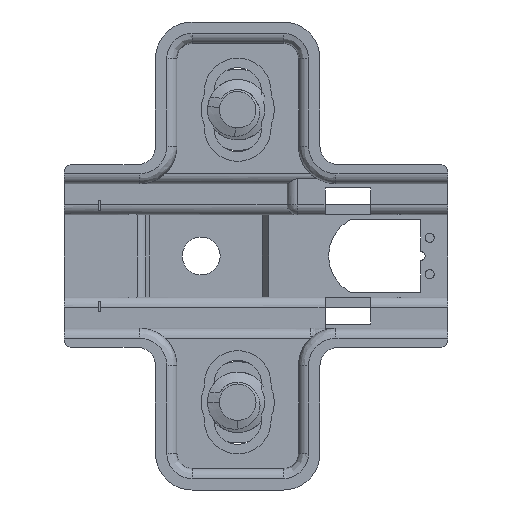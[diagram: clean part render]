
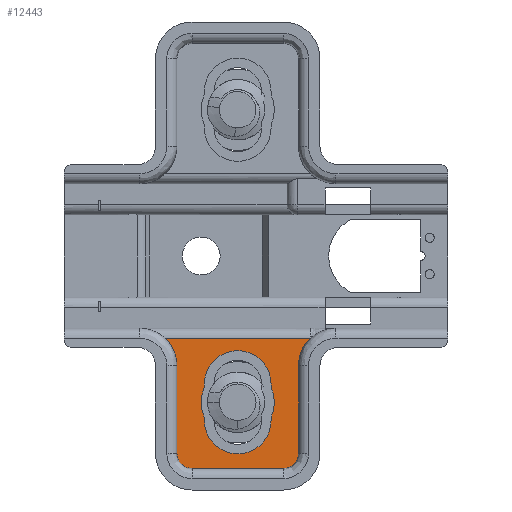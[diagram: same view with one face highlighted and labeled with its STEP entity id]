
A CAD part, front view. The second image highlights one B-rep face of the part: STEP entity #12443.
In plain terms, the highlighted face is planar.
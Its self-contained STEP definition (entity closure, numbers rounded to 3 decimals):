
#120 = VECTOR ( 'NONE', #6350, 1000. ) ;
#217 = DIRECTION ( 'NONE',  ( -1., 0., 0. ) ) ;
#367 = VERTEX_POINT ( 'NONE', #13031 ) ;
#532 = PLANE ( 'NONE',  #4176 ) ;
#639 = AXIS2_PLACEMENT_3D ( 'NONE', #6407, #6488, #7505 ) ;
#663 = CARTESIAN_POINT ( 'NONE',  ( 19., 14., 2.4 ) ) ;
#688 = ORIENTED_EDGE ( 'NONE', *, *, #14084, .T. ) ;
#748 = DIRECTION ( 'NONE',  ( 0., 0., 1. ) ) ;
#818 = VECTOR ( 'NONE', #12531, 1000. ) ;
#876 = CIRCLE ( 'NONE', #14129, 4.1 ) ;
#917 = VERTEX_POINT ( 'NONE', #7980 ) ;
#1125 = ORIENTED_EDGE ( 'NONE', *, *, #8230, .F. ) ;
#1192 = DIRECTION ( 'NONE',  ( -1., 0., 0. ) ) ;
#1284 = CARTESIAN_POINT ( 'NONE',  ( 25.65, 21.6, 2.4 ) ) ;
#1334 = CARTESIAN_POINT ( 'NONE',  ( 19., 16., 2.4 ) ) ;
#1411 = AXIS2_PLACEMENT_3D ( 'NONE', #13883, #4333, #9261 ) ;
#1579 = VERTEX_POINT ( 'NONE', #1284 ) ;
#1647 = CARTESIAN_POINT ( 'NONE',  ( 15.35, 16.125, 2.4 ) ) ;
#1926 = DIRECTION ( 'NONE',  ( 0., 0., 1. ) ) ;
#1936 = CIRCLE ( 'NONE', #10680, 3.65 ) ;
#2029 = EDGE_CURVE ( 'NONE', #2875, #13390, #9724, .T. ) ;
#2183 = ORIENTED_EDGE ( 'NONE', *, *, #10517, .T. ) ;
#2362 = DIRECTION ( 'NONE',  ( 1., 0., 0. ) ) ;
#2386 = VERTEX_POINT ( 'NONE', #6033 ) ;
#2493 = CARTESIAN_POINT ( 'NONE',  ( 26.955, 9., 2.4 ) ) ;
#2540 = ORIENTED_EDGE ( 'NONE', *, *, #12420, .T. ) ;
#2613 = VECTOR ( 'NONE', #13258, 1000. ) ;
#2632 = ORIENTED_EDGE ( 'NONE', *, *, #5444, .F. ) ;
#2681 = DIRECTION ( 'NONE',  ( 0., 0., -1. ) ) ;
#2703 = ORIENTED_EDGE ( 'NONE', *, *, #11086, .F. ) ;
#2845 = CARTESIAN_POINT ( 'NONE',  ( 24., 21.6, 2.4 ) ) ;
#2875 = VERTEX_POINT ( 'NONE', #9348 ) ;
#2900 = LINE ( 'NONE', #1647, #818 ) ;
#2931 = CARTESIAN_POINT ( 'NONE',  ( 25.65, 16.125, 2.4 ) ) ;
#2966 = EDGE_CURVE ( 'NONE', #367, #5697, #6933, .T. ) ;
#3040 = CARTESIAN_POINT ( 'NONE',  ( 24., 23.25, 2.4 ) ) ;
#3392 = ORIENTED_EDGE ( 'NONE', *, *, #12833, .F. ) ;
#3409 = DIRECTION ( 'NONE',  ( 1., 0., 0. ) ) ;
#3570 = CIRCLE ( 'NONE', #12311, 4. ) ;
#3641 = CARTESIAN_POINT ( 'NONE',  ( 15.35, 14., 2.4 ) ) ;
#4157 = CIRCLE ( 'NONE', #1411, 4. ) ;
#4176 = AXIS2_PLACEMENT_3D ( 'NONE', #5311, #8913, #5392 ) ;
#4214 = VECTOR ( 'NONE', #11787, 1000. ) ;
#4323 = EDGE_CURVE ( 'NONE', #5390, #2386, #1936, .T. ) ;
#4333 = DIRECTION ( 'NONE',  ( 0., 0., 1. ) ) ;
#4480 = VERTEX_POINT ( 'NONE', #14574 ) ;
#4639 = ORIENTED_EDGE ( 'NONE', *, *, #11684, .F. ) ;
#4733 = VECTOR ( 'NONE', #11451, 1000. ) ;
#4829 = DIRECTION ( 'NONE',  ( 0., 0., 1. ) ) ;
#4841 = CARTESIAN_POINT ( 'NONE',  ( 12.35, 12., 2.4 ) ) ;
#4940 = DIRECTION ( 'NONE',  ( 0., 0., 1. ) ) ;
#5031 = CARTESIAN_POINT ( 'NONE',  ( 19., 9., 2.4 ) ) ;
#5193 = AXIS2_PLACEMENT_3D ( 'NONE', #13936, #11509, #7662 ) ;
#5308 = AXIS2_PLACEMENT_3D ( 'NONE', #7789, #1926, #12569 ) ;
#5311 = CARTESIAN_POINT ( 'NONE',  ( 10.949, 9., 2.4 ) ) ;
#5354 = CARTESIAN_POINT ( 'NONE',  ( 15.35, 14.364, 2.4 ) ) ;
#5390 = VERTEX_POINT ( 'NONE', #3641 ) ;
#5392 = DIRECTION ( 'NONE',  ( 1., 0., 0. ) ) ;
#5444 = EDGE_CURVE ( 'NONE', #7501, #1579, #7702, .T. ) ;
#5610 = ORIENTED_EDGE ( 'NONE', *, *, #5850, .F. ) ;
#5697 = VERTEX_POINT ( 'NONE', #13042 ) ;
#5850 = EDGE_CURVE ( 'NONE', #4480, #15094, #10028, .T. ) ;
#5988 = CARTESIAN_POINT ( 'NONE',  ( 14., 23.25, 2.4 ) ) ;
#6008 = ORIENTED_EDGE ( 'NONE', *, *, #2966, .F. ) ;
#6033 = CARTESIAN_POINT ( 'NONE',  ( 22.65, 14., 2.4 ) ) ;
#6063 = CIRCLE ( 'NONE', #5308, 1.65 ) ;
#6160 = ORIENTED_EDGE ( 'NONE', *, *, #4323, .T. ) ;
#6350 = DIRECTION ( 'NONE',  ( 0., -1., 0. ) ) ;
#6407 = CARTESIAN_POINT ( 'NONE',  ( 19., 16., 2.4 ) ) ;
#6434 = EDGE_LOOP ( 'NONE', ( #12788, #6160, #8371, #13269, #688, #5610, #2540, #6008, #2183 ) ) ;
#6488 = DIRECTION ( 'NONE',  ( 0., 0., 1. ) ) ;
#6567 = FACE_OUTER_BOUND ( 'NONE', #12371, .T. ) ;
#6694 = DIRECTION ( 'NONE',  ( 0., 1., 0. ) ) ;
#6933 = LINE ( 'NONE', #7010, #4214 ) ;
#7010 = CARTESIAN_POINT ( 'NONE',  ( 15.35, 16.125, 2.4 ) ) ;
#7115 = LINE ( 'NONE', #7269, #7667 ) ;
#7269 = CARTESIAN_POINT ( 'NONE',  ( 19., 23.25, 2.4 ) ) ;
#7501 = VERTEX_POINT ( 'NONE', #12832 ) ;
#7505 = DIRECTION ( 'NONE',  ( 1., 0., 0. ) ) ;
#7538 = EDGE_CURVE ( 'NONE', #12395, #10228, #11415, .T. ) ;
#7662 = DIRECTION ( 'NONE',  ( 1., 0., 0. ) ) ;
#7667 = VECTOR ( 'NONE', #8367, 1000. ) ;
#7702 = LINE ( 'NONE', #2931, #15225 ) ;
#7789 = CARTESIAN_POINT ( 'NONE',  ( 14., 21.6, 2.4 ) ) ;
#7908 = CIRCLE ( 'NONE', #8890, 4.1 ) ;
#7980 = CARTESIAN_POINT ( 'NONE',  ( 23., 16., 2.4 ) ) ;
#8177 = AXIS2_PLACEMENT_3D ( 'NONE', #2845, #4829, #217 ) ;
#8203 = DIRECTION ( 'NONE',  ( 0., 0., -1. ) ) ;
#8230 = EDGE_CURVE ( 'NONE', #9495, #12395, #6063, .T. ) ;
#8275 = CARTESIAN_POINT ( 'NONE',  ( 8.25, 12., 2.4 ) ) ;
#8338 = VERTEX_POINT ( 'NONE', #10606 ) ;
#8367 = DIRECTION ( 'NONE',  ( -1., 0., 0. ) ) ;
#8371 = ORIENTED_EDGE ( 'NONE', *, *, #9962, .F. ) ;
#8390 = CARTESIAN_POINT ( 'NONE',  ( 29.75, 12., 2.4 ) ) ;
#8678 = EDGE_CURVE ( 'NONE', #8338, #917, #3570, .T. ) ;
#8698 = EDGE_CURVE ( 'NONE', #5390, #13047, #2900, .T. ) ;
#8846 = LINE ( 'NONE', #10019, #120 ) ;
#8890 = AXIS2_PLACEMENT_3D ( 'NONE', #8390, #2681, #1192 ) ;
#8913 = DIRECTION ( 'NONE',  ( 0., 0., 1. ) ) ;
#8933 = CIRCLE ( 'NONE', #5193, 3.65 ) ;
#9261 = DIRECTION ( 'NONE',  ( 1., 0., 0. ) ) ;
#9348 = CARTESIAN_POINT ( 'NONE',  ( 11.045, 9., 2.4 ) ) ;
#9420 = CIRCLE ( 'NONE', #8177, 1.65 ) ;
#9495 = VERTEX_POINT ( 'NONE', #5988 ) ;
#9724 = LINE ( 'NONE', #5031, #2613 ) ;
#9962 = EDGE_CURVE ( 'NONE', #8338, #2386, #8846, .T. ) ;
#10019 = CARTESIAN_POINT ( 'NONE',  ( 22.65, 16.125, 2.4 ) ) ;
#10028 = LINE ( 'NONE', #10103, #4733 ) ;
#10103 = CARTESIAN_POINT ( 'NONE',  ( 22.65, 16.125, 2.4 ) ) ;
#10228 = VERTEX_POINT ( 'NONE', #4841 ) ;
#10392 = CIRCLE ( 'NONE', #639, 4. ) ;
#10517 = EDGE_CURVE ( 'NONE', #367, #13047, #10392, .T. ) ;
#10561 = VERTEX_POINT ( 'NONE', #3040 ) ;
#10606 = CARTESIAN_POINT ( 'NONE',  ( 22.65, 14.364, 2.4 ) ) ;
#10680 = AXIS2_PLACEMENT_3D ( 'NONE', #663, #748, #3409 ) ;
#11086 = EDGE_CURVE ( 'NONE', #13390, #7501, #7908, .T. ) ;
#11415 = LINE ( 'NONE', #13924, #12263 ) ;
#11451 = DIRECTION ( 'NONE',  ( 0., -1., 0. ) ) ;
#11509 = DIRECTION ( 'NONE',  ( 0., 0., 1. ) ) ;
#11554 = ORIENTED_EDGE ( 'NONE', *, *, #14848, .F. ) ;
#11574 = DIRECTION ( 'NONE',  ( 0., -1., 0. ) ) ;
#11684 = EDGE_CURVE ( 'NONE', #1579, #10561, #9420, .T. ) ;
#11787 = DIRECTION ( 'NONE',  ( 0., 1., 0. ) ) ;
#12263 = VECTOR ( 'NONE', #11574, 1000. ) ;
#12311 = AXIS2_PLACEMENT_3D ( 'NONE', #1334, #4940, #2362 ) ;
#12371 = EDGE_LOOP ( 'NONE', ( #15417, #3392, #14942, #1125, #11554, #4639, #2632, #2703 ) ) ;
#12395 = VERTEX_POINT ( 'NONE', #12593 ) ;
#12420 = EDGE_CURVE ( 'NONE', #4480, #5697, #8933, .T. ) ;
#12443 = ADVANCED_FACE ( 'NONE', ( #14870, #6567 ), #532, .F. ) ;
#12531 = DIRECTION ( 'NONE',  ( 0., 1., 0. ) ) ;
#12569 = DIRECTION ( 'NONE',  ( -1., 0., 0. ) ) ;
#12593 = CARTESIAN_POINT ( 'NONE',  ( 12.35, 21.6, 2.4 ) ) ;
#12788 = ORIENTED_EDGE ( 'NONE', *, *, #8698, .F. ) ;
#12832 = CARTESIAN_POINT ( 'NONE',  ( 25.65, 12., 2.4 ) ) ;
#12833 = EDGE_CURVE ( 'NONE', #10228, #2875, #876, .T. ) ;
#12839 = CARTESIAN_POINT ( 'NONE',  ( 22.65, 17.636, 2.4 ) ) ;
#13031 = CARTESIAN_POINT ( 'NONE',  ( 15.35, 17.636, 2.4 ) ) ;
#13042 = CARTESIAN_POINT ( 'NONE',  ( 15.35, 18., 2.4 ) ) ;
#13047 = VERTEX_POINT ( 'NONE', #5354 ) ;
#13258 = DIRECTION ( 'NONE',  ( 1., 0., 0. ) ) ;
#13269 = ORIENTED_EDGE ( 'NONE', *, *, #8678, .T. ) ;
#13390 = VERTEX_POINT ( 'NONE', #2493 ) ;
#13883 = CARTESIAN_POINT ( 'NONE',  ( 19., 16., 2.4 ) ) ;
#13924 = CARTESIAN_POINT ( 'NONE',  ( 12.35, 16.125, 2.4 ) ) ;
#13936 = CARTESIAN_POINT ( 'NONE',  ( 19., 18., 2.4 ) ) ;
#14084 = EDGE_CURVE ( 'NONE', #917, #15094, #4157, .T. ) ;
#14129 = AXIS2_PLACEMENT_3D ( 'NONE', #8275, #8203, #15179 ) ;
#14574 = CARTESIAN_POINT ( 'NONE',  ( 22.65, 18., 2.4 ) ) ;
#14848 = EDGE_CURVE ( 'NONE', #10561, #9495, #7115, .T. ) ;
#14870 = FACE_BOUND ( 'NONE', #6434, .T. ) ;
#14942 = ORIENTED_EDGE ( 'NONE', *, *, #7538, .F. ) ;
#15094 = VERTEX_POINT ( 'NONE', #12839 ) ;
#15179 = DIRECTION ( 'NONE',  ( -1., 0., 0. ) ) ;
#15225 = VECTOR ( 'NONE', #6694, 1000. ) ;
#15417 = ORIENTED_EDGE ( 'NONE', *, *, #2029, .F. ) ;
